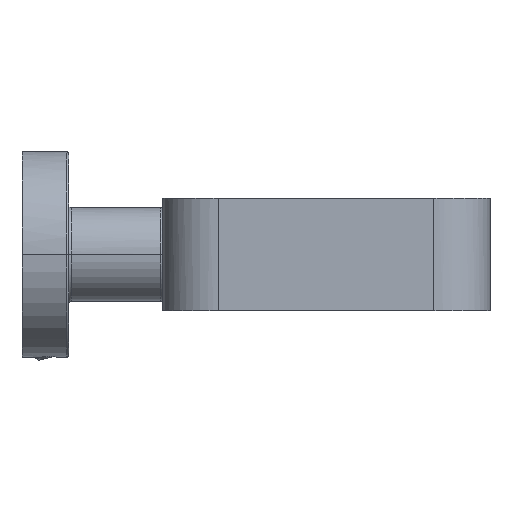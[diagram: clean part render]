
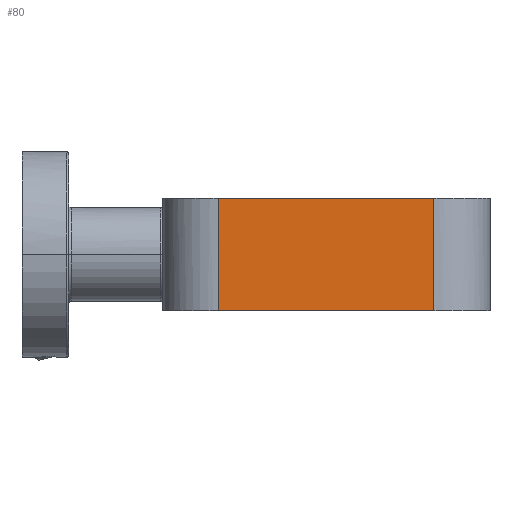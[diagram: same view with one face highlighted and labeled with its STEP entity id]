
A CAD part, left-side view. The second image highlights one B-rep face of the part: STEP entity #80.
In plain terms, the highlighted planar face has unit normal (-1, 0, 0).
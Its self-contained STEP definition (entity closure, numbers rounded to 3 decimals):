
#80=ADVANCED_FACE('',(#190),#1776,.T.);
#190=FACE_OUTER_BOUND('',#305,.T.);
#305=EDGE_LOOP('',(#547,#548,#549,#550));
#547=ORIENTED_EDGE('',*,*,#1030,.F.);
#548=ORIENTED_EDGE('',*,*,#1032,.F.);
#549=ORIENTED_EDGE('',*,*,#1033,.F.);
#550=ORIENTED_EDGE('',*,*,#1031,.F.);
#1030=EDGE_CURVE('',#1620,#1619,#1295,.T.);
#1031=EDGE_CURVE('',#1619,#1621,#1296,.T.);
#1032=EDGE_CURVE('',#1622,#1620,#1297,.T.);
#1033=EDGE_CURVE('',#1621,#1622,#1298,.T.);
#1295=B_SPLINE_CURVE_WITH_KNOTS('',1,(#3261,#3262),.UNSPECIFIED.,.F.,.F.,
(2,2),(0.,24.),.UNSPECIFIED.);
#1296=B_SPLINE_CURVE_WITH_KNOTS('',1,(#3263,#3264),.UNSPECIFIED.,.F.,.F.,
(2,2),(-46.,0.),.UNSPECIFIED.);
#1297=B_SPLINE_CURVE_WITH_KNOTS('',1,(#3265,#3266),.UNSPECIFIED.,.F.,.F.,
(2,2),(-46.,0.),.UNSPECIFIED.);
#1298=B_SPLINE_CURVE_WITH_KNOTS('',1,(#3267,#3268),.UNSPECIFIED.,.F.,.F.,
(2,2),(-24.,0.),.UNSPECIFIED.);
#1619=VERTEX_POINT('',#3195);
#1620=VERTEX_POINT('',#3196);
#1621=VERTEX_POINT('',#3197);
#1622=VERTEX_POINT('',#3198);
#1776=PLANE('',#1937);
#1937=AXIS2_PLACEMENT_3D('',#3167,#2033,$);
#2033=DIRECTION('',(-1.,0.,0.));
#3167=CARTESIAN_POINT('',(-99.5,-14.4,92.6));
#3195=CARTESIAN_POINT('',(-99.5,-12.,88.));
#3196=CARTESIAN_POINT('',(-99.5,12.,88.));
#3197=CARTESIAN_POINT('',(-99.5,-12.,42.));
#3198=CARTESIAN_POINT('',(-99.5,12.,42.));
#3261=CARTESIAN_POINT('',(-99.5,12.,88.));
#3262=CARTESIAN_POINT('',(-99.5,-12.,88.));
#3263=CARTESIAN_POINT('',(-99.5,-12.,88.));
#3264=CARTESIAN_POINT('',(-99.5,-12.,42.));
#3265=CARTESIAN_POINT('',(-99.5,12.,42.));
#3266=CARTESIAN_POINT('',(-99.5,12.,88.));
#3267=CARTESIAN_POINT('',(-99.5,-12.,42.));
#3268=CARTESIAN_POINT('',(-99.5,12.,42.));
